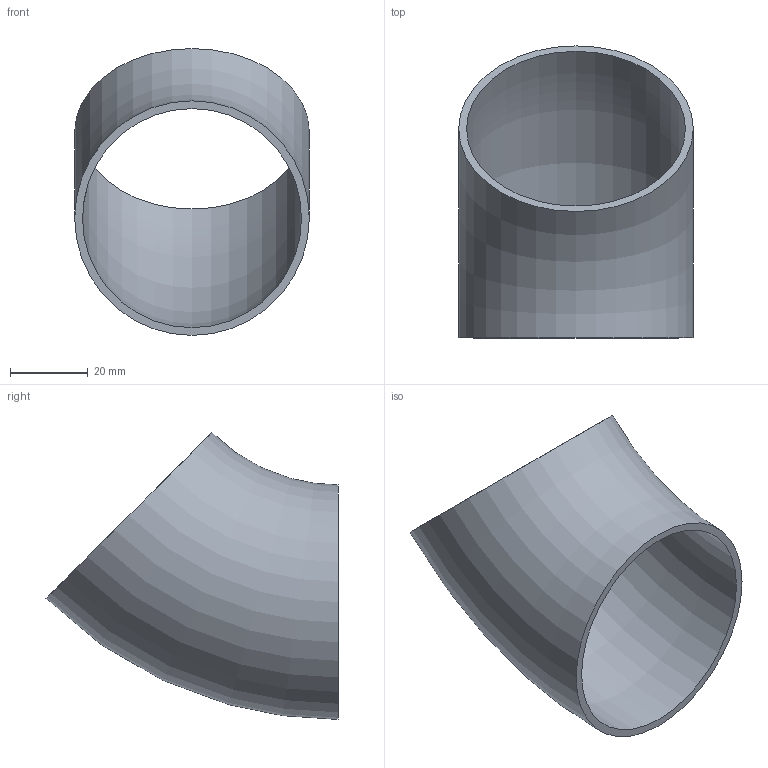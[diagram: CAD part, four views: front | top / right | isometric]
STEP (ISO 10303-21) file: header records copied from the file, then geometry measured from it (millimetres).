
FILE_DESCRIPTION (( 'STEP AP203' ), '1' );
FILE_NAME ('55183-240.step', '2024-02-08T08:07:50', ( '' ), ( '' ), 'SwSTEP 2.0', 'SolidWorks 2018', '' );
FILE_SCHEMA (( 'CONFIG_CONTROL_DESIGN' ));
Length unit declared in the file: millimetre
Products named in the file (1): 55183-240
Bounding box: 60.3 x 75.06 x 73.73 mm (x, y, z)
Volume: 21864.5 mm3; surface area: 22607.3 mm2
Topology: 1 solids, 1 shells, 236 faces, 630 edges, 420 vertices
Faces by surface type: bspline 110, plane 100, torus 26
Entity records: 11952 total; most frequent: CARTESIAN_POINT 7130, ORIENTED_EDGE 1256, EDGE_CURVE 628, DIRECTION 470, VERTEX_POINT 420, B_SPLINE_CURVE_WITH_KNOTS 416, EDGE_LOOP 264, FACE_OUTER_BOUND 238
